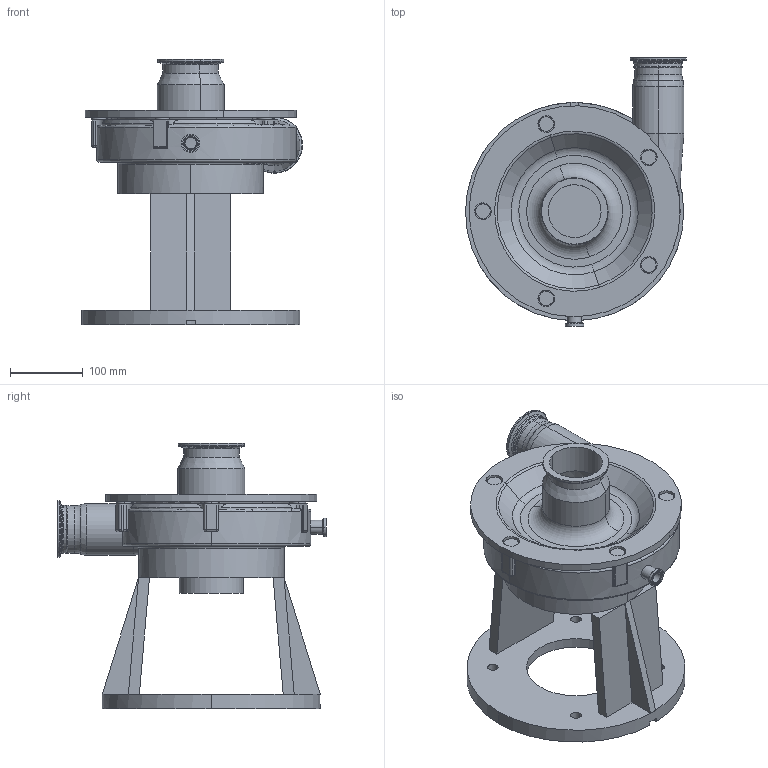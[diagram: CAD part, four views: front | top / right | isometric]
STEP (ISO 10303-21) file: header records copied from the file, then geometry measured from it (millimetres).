
FILE_DESCRIPTION (( 'STEP AP214' ), '1' );
FILE_NAME ('FPX 3541-3542 280TC VERT 3-4 In STRAIGHT DRAIN.STEP', '2022-12-19T15:24:55', ( '' ), ( '' ), 'SwSTEP 2.0', 'SolidWorks 2021', '' );
FILE_SCHEMA (( 'AUTOMOTIVE_DESIGN' ));
Length unit declared in the file: millimetre
Products named in the file (2): FPX 354 280TC VERT 3-4 In STRAIGHT DRAIN^1275000096.STEP; FPX 3541-3542 280TC VERT 3-4 In STRAIGHT DRAIN
Assembly tree (1 placements, depth 2):
  FPX 3541-3542 280TC VERT 3-4 In STRAIGHT DRAIN
    FPX 354 280TC VERT 3-4 In STRAIGHT DRAIN^1275000096.STEP
Bounding box: 303.75 x 369 x 365 mm (x, y, z)
Volume: 6301809.3 mm3; surface area: 660004.5 mm2
Topology: 1 solids, 3 shells, 369 faces, 900 edges, 537 vertices
Faces by surface type: cylinder 143, plane 83, torus 67, cone 32, bspline 29, sphere 15
Entity records: 19778 total; most frequent: CARTESIAN_POINT 11125, DIRECTION 1873, ORIENTED_EDGE 1782, EDGE_CURVE 891, AXIS2_PLACEMENT_3D 792, VERTEX_POINT 537, CIRCLE 448, EDGE_LOOP 402
